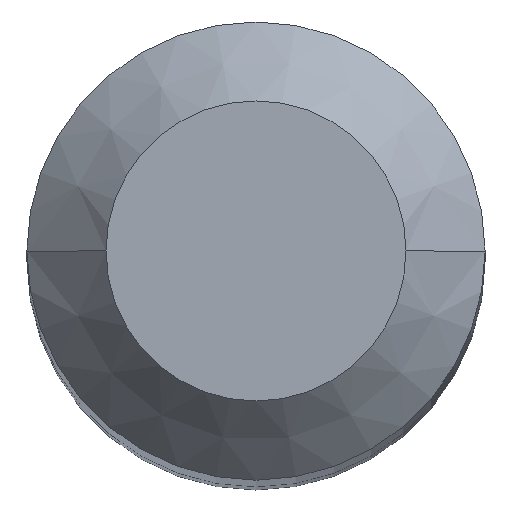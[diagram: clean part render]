
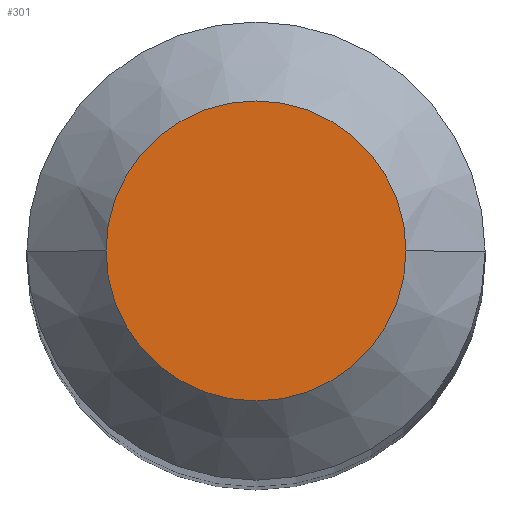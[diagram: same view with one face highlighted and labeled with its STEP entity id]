
A CAD part, top view. The second image highlights one B-rep face of the part: STEP entity #301.
In plain terms, the highlighted planar face has unit normal (0, 0, 1).
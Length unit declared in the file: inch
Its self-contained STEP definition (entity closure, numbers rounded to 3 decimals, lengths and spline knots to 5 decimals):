
#15 = EDGE_LOOP ( 'NONE', ( #336, #374 ) ) ;
#59 = CARTESIAN_POINT ( 'NONE',  ( 0., 0., 0. ) ) ;
#63 = DIRECTION ( 'NONE',  ( 1., 0., 0. ) ) ;
#69 = CARTESIAN_POINT ( 'NONE',  ( 0., 0., 0. ) ) ;
#94 = PLANE ( 'NONE',  #165 ) ;
#122 = DIRECTION ( 'NONE',  ( 1., 0., 0. ) ) ;
#127 = AXIS2_PLACEMENT_3D ( 'NONE', #69, #329, #63 ) ;
#165 = AXIS2_PLACEMENT_3D ( 'NONE', #59, #294, #359 ) ;
#178 = DIRECTION ( 'NONE',  ( 0., 0., 1. ) ) ;
#179 = EDGE_CURVE ( 'NONE', #280, #251, #190, .T. ) ;
#190 = CIRCLE ( 'NONE', #298, 0.0593 ) ;
#251 = VERTEX_POINT ( 'NONE', #363 ) ;
#255 = EDGE_CURVE ( 'NONE', #251, #280, #330, .T. ) ;
#280 = VERTEX_POINT ( 'NONE', #355 ) ;
#294 = DIRECTION ( 'NONE',  ( 0., 0., -1. ) ) ;
#298 = AXIS2_PLACEMENT_3D ( 'NONE', #381, #178, #122 ) ;
#301 = ADVANCED_FACE ( 'NONE', ( #389 ), #94, .F. ) ;
#329 = DIRECTION ( 'NONE',  ( 0., 0., 1. ) ) ;
#330 = CIRCLE ( 'NONE', #127, 0.0593 ) ;
#336 = ORIENTED_EDGE ( 'NONE', *, *, #255, .T. ) ;
#355 = CARTESIAN_POINT ( 'NONE',  ( 0.0593, 0., 0. ) ) ;
#359 = DIRECTION ( 'NONE',  ( -1., 0., 0. ) ) ;
#363 = CARTESIAN_POINT ( 'NONE',  ( -0.0593, 0., 0. ) ) ;
#374 = ORIENTED_EDGE ( 'NONE', *, *, #179, .T. ) ;
#381 = CARTESIAN_POINT ( 'NONE',  ( 0., 0., 0. ) ) ;
#389 = FACE_OUTER_BOUND ( 'NONE', #15, .T. ) ;
